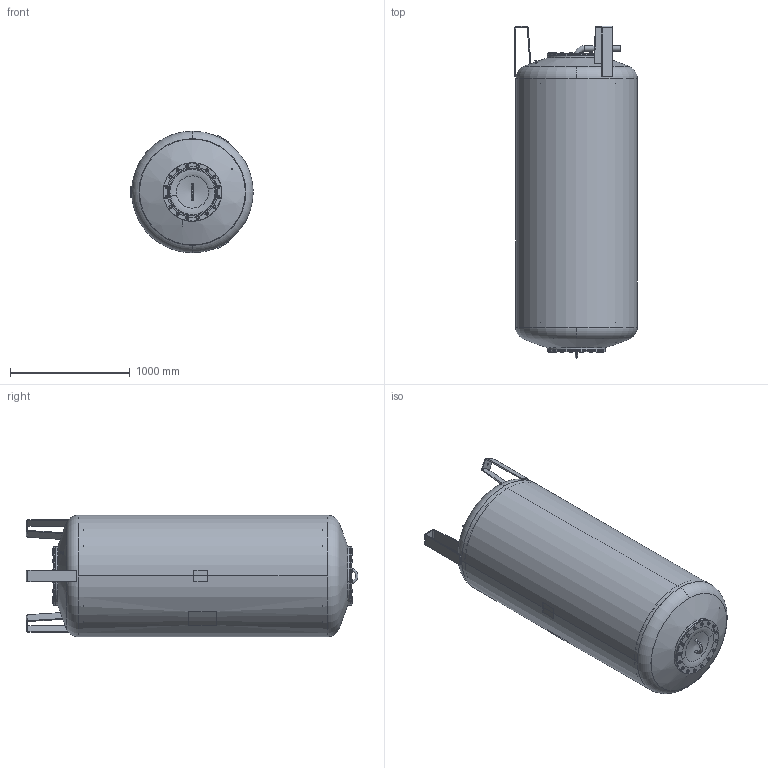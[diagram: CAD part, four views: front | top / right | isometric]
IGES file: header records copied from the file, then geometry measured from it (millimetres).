
Global section: file name: No Iges File Name specified; native system: Autodesk Inventor 2009; preprocessor: AutoDesk Inventor Iges Exporter R2009; author: CADJOBServer; date: 20091008.155433; units: millimetre
Bounding box: 1022.86 x 2774.02 x 1016 mm (x, y, z)
Volume: 1000829761 mm3; surface area: 26613608 mm2
Topology: 38 solids, 38 shells, 1899 faces, 4696 edges, 3038 vertices
Faces by surface type: plane 707, bspline 376, cone 288, cylinder 237, revolution 213, torus 72, sphere 6
